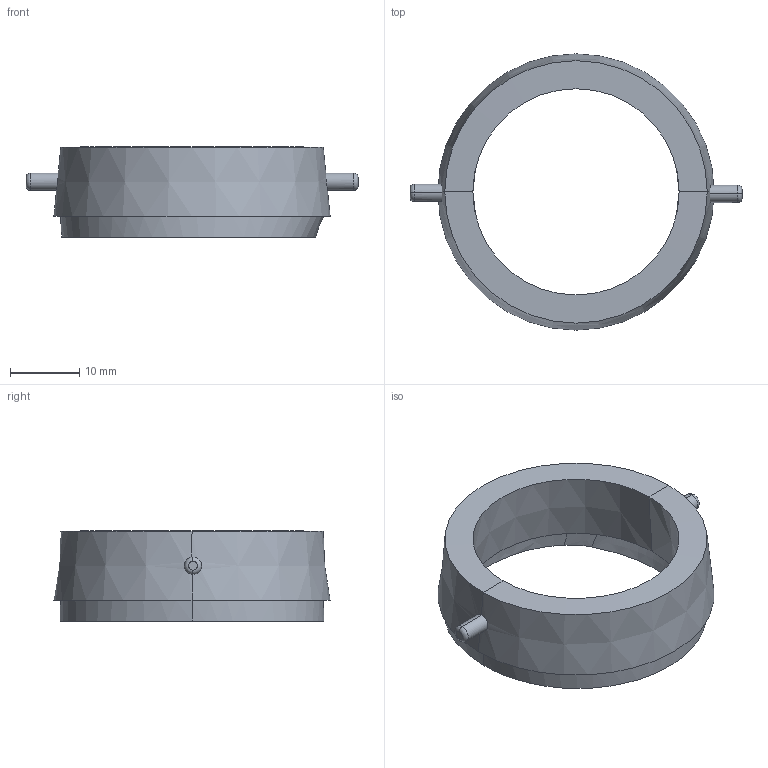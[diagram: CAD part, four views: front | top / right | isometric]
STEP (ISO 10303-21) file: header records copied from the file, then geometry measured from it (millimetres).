
FILE_DESCRIPTION (( 'STEP AP214' ), '1' );
FILE_NAME ('TurbineOutlet.STEP', '2021-06-06T09:41:59', ( '' ), ( '' ), 'SwSTEP 2.0', 'SolidWorks 2019', '' );
FILE_SCHEMA (( 'AUTOMOTIVE_DESIGN' ));
Length unit declared in the file: millimetre
Products named in the file (1): TurbineOutlet
Bounding box: 48 x 39.94 x 13.03 mm (x, y, z)
Volume: 5348.3 mm3; surface area: 3858.6 mm2
Topology: 1 solids, 1 shells, 26 faces, 61 edges, 38 vertices
Faces by surface type: bspline 7, cone 6, plane 5, cylinder 4, torus 4
Entity records: 4842 total; most frequent: CARTESIAN_POINT 4268, ORIENTED_EDGE 122, DIRECTION 92, EDGE_CURVE 61, AXIS2_PLACEMENT_3D 40, VERTEX_POINT 38, B_SPLINE_CURVE_WITH_KNOTS 29, EDGE_LOOP 29
